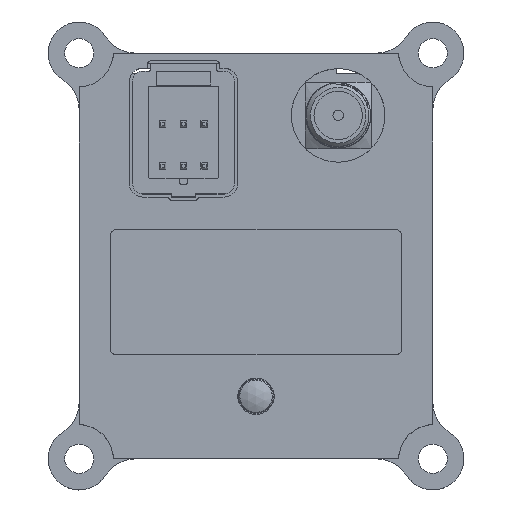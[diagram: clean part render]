
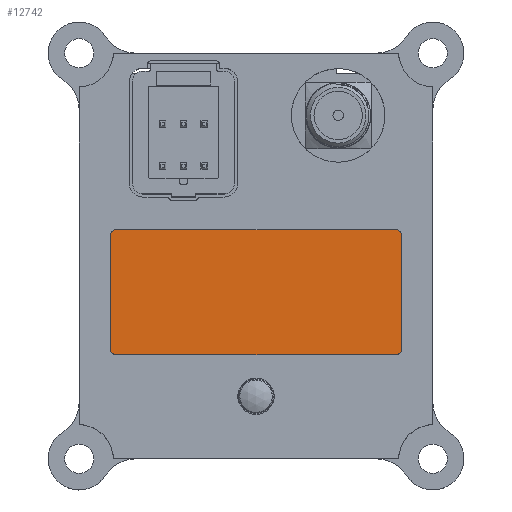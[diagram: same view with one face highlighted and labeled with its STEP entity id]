
A CAD part, top view. The second image highlights one B-rep face of the part: STEP entity #12742.
In plain terms, the highlighted planar face has unit normal (0, 0, 1).
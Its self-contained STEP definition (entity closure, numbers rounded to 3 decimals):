
#525=PLANE('',#13686);
#1050=FACE_OUTER_BOUND('',#1795,.T.);
#1795=EDGE_LOOP('',(#10385,#10386,#10387,#10388,#10389,#10390,#10391,#10392));
#2959=LINE('',#25577,#4276);
#2964=LINE('',#25590,#4281);
#2968=LINE('',#25602,#4285);
#2972=LINE('',#25614,#4289);
#4276=VECTOR('',#16254,10.);
#4281=VECTOR('',#16267,10.);
#4285=VECTOR('',#16279,10.);
#4289=VECTOR('',#16291,10.);
#4946=CIRCLE('',#13673,0.5);
#4948=CIRCLE('',#13677,0.5);
#4950=CIRCLE('',#13681,0.5);
#4952=CIRCLE('',#13685,0.5);
#5994=VERTEX_POINT('',#25574);
#5995=VERTEX_POINT('',#25576);
#5997=VERTEX_POINT('',#25582);
#5999=VERTEX_POINT('',#25588);
#6001=VERTEX_POINT('',#25594);
#6003=VERTEX_POINT('',#25600);
#6005=VERTEX_POINT('',#25606);
#6007=VERTEX_POINT('',#25612);
#7561=EDGE_CURVE('',#5994,#5995,#2959,.T.);
#7565=EDGE_CURVE('',#5997,#5994,#4946,.T.);
#7568=EDGE_CURVE('',#5999,#5997,#2964,.T.);
#7571=EDGE_CURVE('',#6001,#5999,#4948,.T.);
#7574=EDGE_CURVE('',#6003,#6001,#2968,.T.);
#7577=EDGE_CURVE('',#6005,#6003,#4950,.T.);
#7580=EDGE_CURVE('',#6007,#6005,#2972,.T.);
#7582=EDGE_CURVE('',#5995,#6007,#4952,.T.);
#10385=ORIENTED_EDGE('',*,*,#7582,.F.);
#10386=ORIENTED_EDGE('',*,*,#7561,.F.);
#10387=ORIENTED_EDGE('',*,*,#7565,.F.);
#10388=ORIENTED_EDGE('',*,*,#7568,.F.);
#10389=ORIENTED_EDGE('',*,*,#7571,.F.);
#10390=ORIENTED_EDGE('',*,*,#7574,.F.);
#10391=ORIENTED_EDGE('',*,*,#7577,.F.);
#10392=ORIENTED_EDGE('',*,*,#7580,.F.);
#12742=ADVANCED_FACE('',(#1050),#525,.T.);
#13673=AXIS2_PLACEMENT_3D('',#25584,#16261,#16262);
#13677=AXIS2_PLACEMENT_3D('',#25596,#16273,#16274);
#13681=AXIS2_PLACEMENT_3D('',#25608,#16285,#16286);
#13685=AXIS2_PLACEMENT_3D('',#25617,#16296,#16297);
#13686=AXIS2_PLACEMENT_3D('',#25618,#16298,#16299);
#16254=DIRECTION('',(0.,1.,0.));
#16261=DIRECTION('center_axis',(0.,0.,-1.));
#16262=DIRECTION('ref_axis',(-1.,0.,0.));
#16267=DIRECTION('',(-1.,0.,0.));
#16273=DIRECTION('center_axis',(0.,0.,-1.));
#16274=DIRECTION('ref_axis',(0.,-1.,0.));
#16279=DIRECTION('',(0.,-1.,0.));
#16285=DIRECTION('center_axis',(0.,0.,-1.));
#16286=DIRECTION('ref_axis',(1.,0.,0.));
#16291=DIRECTION('',(1.,0.,0.));
#16296=DIRECTION('center_axis',(0.,0.,-1.));
#16297=DIRECTION('ref_axis',(0.,1.,0.));
#16298=DIRECTION('center_axis',(0.,0.,1.));
#16299=DIRECTION('ref_axis',(-1.,0.,0.));
#25574=CARTESIAN_POINT('',(1.,8.5,4.715));
#25576=CARTESIAN_POINT('',(1.,19.5,4.715));
#25577=CARTESIAN_POINT('',(1.,8.5,4.715));
#25582=CARTESIAN_POINT('',(1.5,8.,4.715));
#25584=CARTESIAN_POINT('Origin',(1.5,8.5,4.715));
#25588=CARTESIAN_POINT('',(28.5,8.,4.715));
#25590=CARTESIAN_POINT('',(11.,8.,4.715));
#25594=CARTESIAN_POINT('',(29.,8.5,4.715));
#25596=CARTESIAN_POINT('Origin',(28.5,8.5,4.715));
#25600=CARTESIAN_POINT('',(29.,19.5,4.715));
#25602=CARTESIAN_POINT('',(29.,19.5,4.715));
#25606=CARTESIAN_POINT('',(28.5,20.,4.715));
#25608=CARTESIAN_POINT('Origin',(28.5,19.5,4.715));
#25612=CARTESIAN_POINT('',(1.5,20.,4.715));
#25614=CARTESIAN_POINT('',(1.5,20.,4.715));
#25617=CARTESIAN_POINT('Origin',(1.5,19.5,4.715));
#25618=CARTESIAN_POINT('Origin',(15.,14.,4.715));
